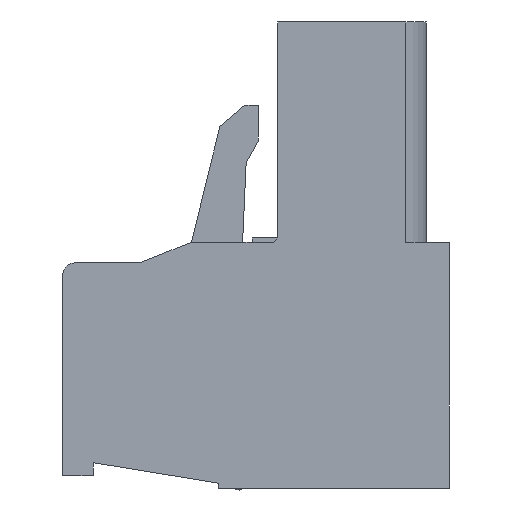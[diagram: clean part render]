
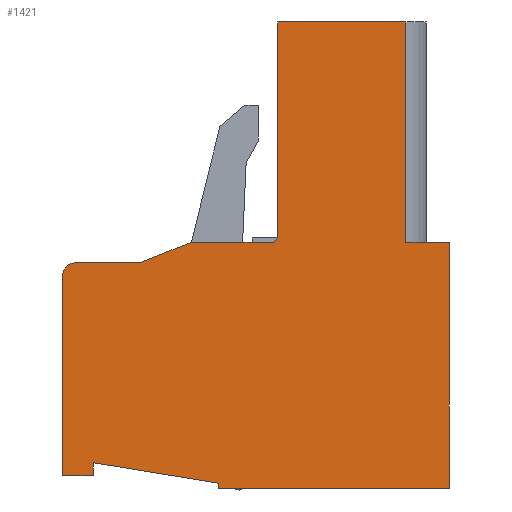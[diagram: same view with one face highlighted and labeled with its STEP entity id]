
A CAD part, front view. The second image highlights one B-rep face of the part: STEP entity #1421.
In plain terms, the highlighted planar face has unit normal (0, -1, 0).
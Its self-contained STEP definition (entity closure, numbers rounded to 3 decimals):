
#1421 = ADVANCED_FACE( '', ( #2934 ), #2935, .T. );
#2934 = FACE_OUTER_BOUND( '', #4561, .T. );
#2935 = PLANE( '', #4562 );
#4561 = EDGE_LOOP( '', ( #8301, #8302, #8303, #8304, #8305, #8306, #8307, #8308, #8309, #8310, #8311, #8312, #8313, #8314, #8315, #8316 ) );
#4562 = AXIS2_PLACEMENT_3D( '', #8317, #8318, #8319 );
#8301 = ORIENTED_EDGE( '', *, *, #10211, .T. );
#8302 = ORIENTED_EDGE( '', *, *, #11216, .T. );
#8303 = ORIENTED_EDGE( '', *, *, #9954, .T. );
#8304 = ORIENTED_EDGE( '', *, *, #11217, .T. );
#8305 = ORIENTED_EDGE( '', *, *, #11218, .T. );
#8306 = ORIENTED_EDGE( '', *, *, #10579, .T. );
#8307 = ORIENTED_EDGE( '', *, *, #11046, .T. );
#8308 = ORIENTED_EDGE( '', *, *, #11219, .T. );
#8309 = ORIENTED_EDGE( '', *, *, #10190, .T. );
#8310 = ORIENTED_EDGE( '', *, *, #10814, .T. );
#8311 = ORIENTED_EDGE( '', *, *, #11220, .T. );
#8312 = ORIENTED_EDGE( '', *, *, #10346, .T. );
#8313 = ORIENTED_EDGE( '', *, *, #10419, .T. );
#8314 = ORIENTED_EDGE( '', *, *, #9814, .T. );
#8315 = ORIENTED_EDGE( '', *, *, #10625, .T. );
#8316 = ORIENTED_EDGE( '', *, *, #10641, .T. );
#8317 = CARTESIAN_POINT( '', ( 0., -14.24, 0. ) );
#8318 = DIRECTION( '', ( 0., -1., 0. ) );
#8319 = DIRECTION( '', ( 0., 0., -1. ) );
#9814 = EDGE_CURVE( '', #11750, #11748, #11751, .T. );
#9954 = EDGE_CURVE( '', #11997, #11998, #11999, .T. );
#10190 = EDGE_CURVE( '', #12410, #12408, #12411, .T. );
#10211 = EDGE_CURVE( '', #12446, #12444, #12447, .T. );
#10346 = EDGE_CURVE( '', #12662, #12660, #12663, .T. );
#10419 = EDGE_CURVE( '', #12660, #11750, #12780, .T. );
#10579 = EDGE_CURVE( '', #13002, #13007, #13009, .T. );
#10625 = EDGE_CURVE( '', #11748, #13079, #13081, .T. );
#10641 = EDGE_CURVE( '', #13079, #12446, #13102, .T. );
#10814 = EDGE_CURVE( '', #12408, #13345, #13347, .T. );
#11046 = EDGE_CURVE( '', #13007, #13660, #13662, .T. );
#11216 = EDGE_CURVE( '', #12444, #11997, #13871, .T. );
#11217 = EDGE_CURVE( '', #11998, #13872, #13873, .T. );
#11218 = EDGE_CURVE( '', #13872, #13002, #13874, .T. );
#11219 = EDGE_CURVE( '', #13660, #12410, #13875, .T. );
#11220 = EDGE_CURVE( '', #13345, #12662, #13876, .T. );
#11748 = VERTEX_POINT( '', #14528 );
#11750 = VERTEX_POINT( '', #14531 );
#11751 = LINE( '', #14532, #14533 );
#11997 = VERTEX_POINT( '', #14888 );
#11998 = VERTEX_POINT( '', #14889 );
#11999 = LINE( '', #14890, #14891 );
#12408 = VERTEX_POINT( '', #15490 );
#12410 = VERTEX_POINT( '', #15493 );
#12411 = LINE( '', #15494, #15495 );
#12444 = VERTEX_POINT( '', #15545 );
#12446 = VERTEX_POINT( '', #15548 );
#12447 = LINE( '', #15549, #15550 );
#12660 = VERTEX_POINT( '', #15854 );
#12662 = VERTEX_POINT( '', #15857 );
#12663 = LINE( '', #15858, #15859 );
#12780 = LINE( '', #16022, #16023 );
#13002 = VERTEX_POINT( '', #16350 );
#13007 = VERTEX_POINT( '', #16357 );
#13009 = LINE( '', #16360, #16361 );
#13079 = VERTEX_POINT( '', #16459 );
#13081 = LINE( '', #16462, #16463 );
#13102 = LINE( '', #16493, #16494 );
#13345 = VERTEX_POINT( '', #16847 );
#13347 = LINE( '', #16850, #16851 );
#13660 = VERTEX_POINT( '', #17311 );
#13662 = LINE( '', #17314, #17315 );
#13871 = CIRCLE( '', #17620, 0.5 );
#13872 = VERTEX_POINT( '', #17621 );
#13873 = LINE( '', #17622, #17623 );
#13874 = LINE( '', #17624, #17625 );
#13875 = LINE( '', #17626, #17627 );
#13876 = LINE( '', #17628, #17629 );
#14528 = CARTESIAN_POINT( '', ( -3.074, -14.24, 4.95 ) );
#14531 = CARTESIAN_POINT( '', ( -2.9, -14.24, 5.124 ) );
#14532 = CARTESIAN_POINT( '', ( -2.9, -14.24, 5.124 ) );
#14533 = VECTOR( '', #18188, 1000. );
#14888 = CARTESIAN_POINT( '', ( -11.3, -14.24, 3.65 ) );
#14889 = CARTESIAN_POINT( '', ( -11.3, -14.24, -4.15 ) );
#14890 = CARTESIAN_POINT( '', ( -11.3, -14.24, 4.15 ) );
#14891 = VECTOR( '', #18339, 1000. );
#15490 = CARTESIAN_POINT( '', ( 3.8, -14.24, 4.95 ) );
#15493 = CARTESIAN_POINT( '', ( 3.8, -14.24, -4.65 ) );
#15494 = CARTESIAN_POINT( '', ( 3.8, -14.24, -4.65 ) );
#15495 = VECTOR( '', #18564, 1000. );
#15545 = CARTESIAN_POINT( '', ( -10.8, -14.24, 4.15 ) );
#15548 = CARTESIAN_POINT( '', ( -8.3, -14.24, 4.15 ) );
#15549 = CARTESIAN_POINT( '', ( -8.3, -14.24, 4.15 ) );
#15550 = VECTOR( '', #18583, 1000. );
#15854 = CARTESIAN_POINT( '', ( -2.9, -14.24, 13.55 ) );
#15857 = CARTESIAN_POINT( '', ( 2.1, -14.24, 13.55 ) );
#15858 = CARTESIAN_POINT( '', ( 2.9, -14.24, 13.55 ) );
#15859 = VECTOR( '', #18727, 1000. );
#16022 = CARTESIAN_POINT( '', ( -2.9, -14.24, 13.55 ) );
#16023 = VECTOR( '', #18810, 1000. );
#16350 = CARTESIAN_POINT( '', ( -10.1, -14.24, -3.65 ) );
#16357 = CARTESIAN_POINT( '', ( -5.2, -14.24, -4.45 ) );
#16360 = CARTESIAN_POINT( '', ( -10.1, -14.24, -3.65 ) );
#16361 = VECTOR( '', #18951, 1000. );
#16459 = CARTESIAN_POINT( '', ( -6.274, -14.24, 4.95 ) );
#16462 = CARTESIAN_POINT( '', ( -3.074, -14.24, 4.95 ) );
#16463 = VECTOR( '', #19002, 1000. );
#16493 = CARTESIAN_POINT( '', ( -6.274, -14.24, 4.95 ) );
#16494 = VECTOR( '', #19012, 1000. );
#16847 = CARTESIAN_POINT( '', ( 2.1, -14.24, 4.95 ) );
#16850 = CARTESIAN_POINT( '', ( 3.8, -14.24, 4.95 ) );
#16851 = VECTOR( '', #19181, 1000. );
#17311 = CARTESIAN_POINT( '', ( -5.2, -14.24, -4.65 ) );
#17314 = CARTESIAN_POINT( '', ( -5.2, -14.24, -4.45 ) );
#17315 = VECTOR( '', #19363, 1000. );
#17620 = AXIS2_PLACEMENT_3D( '', #19487, #19488, #19489 );
#17621 = CARTESIAN_POINT( '', ( -10.1, -14.24, -4.15 ) );
#17622 = CARTESIAN_POINT( '', ( -11.3, -14.24, -4.15 ) );
#17623 = VECTOR( '', #19490, 1000. );
#17624 = CARTESIAN_POINT( '', ( -10.1, -14.24, -4.15 ) );
#17625 = VECTOR( '', #19491, 1000. );
#17626 = CARTESIAN_POINT( '', ( -5.2, -14.24, -4.65 ) );
#17627 = VECTOR( '', #19492, 1000. );
#17628 = CARTESIAN_POINT( '', ( 2.1, -14.24, -23.468 ) );
#17629 = VECTOR( '', #19493, 1000. );
#18188 = DIRECTION( '', ( -0.707, 0., -0.707 ) );
#18339 = DIRECTION( '', ( 0., 0., -1. ) );
#18564 = DIRECTION( '', ( 0., 0., 1. ) );
#18583 = DIRECTION( '', ( -1., 0., 0. ) );
#18727 = DIRECTION( '', ( -1., 0., 0. ) );
#18810 = DIRECTION( '', ( 0., 0., -1. ) );
#18951 = DIRECTION( '', ( 0.987, 0., -0.161 ) );
#19002 = DIRECTION( '', ( -1., 0., 0. ) );
#19012 = DIRECTION( '', ( -0.93, 0., -0.367 ) );
#19181 = DIRECTION( '', ( -1., 0., 0. ) );
#19363 = DIRECTION( '', ( 0., 0., -1. ) );
#19487 = CARTESIAN_POINT( '', ( -10.8, -14.24, 3.65 ) );
#19488 = DIRECTION( '', ( 0., -1., 0. ) );
#19489 = DIRECTION( '', ( 0., 0., -1. ) );
#19490 = DIRECTION( '', ( 1., 0., 0. ) );
#19491 = DIRECTION( '', ( 0., 0., 1. ) );
#19492 = DIRECTION( '', ( 1., 0., 0. ) );
#19493 = DIRECTION( '', ( 0., 0., 1. ) );
